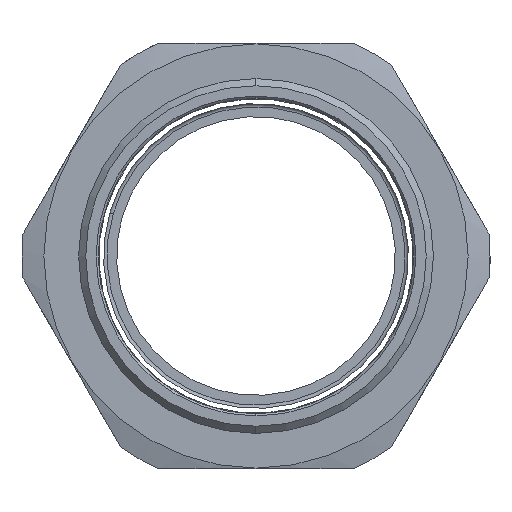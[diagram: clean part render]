
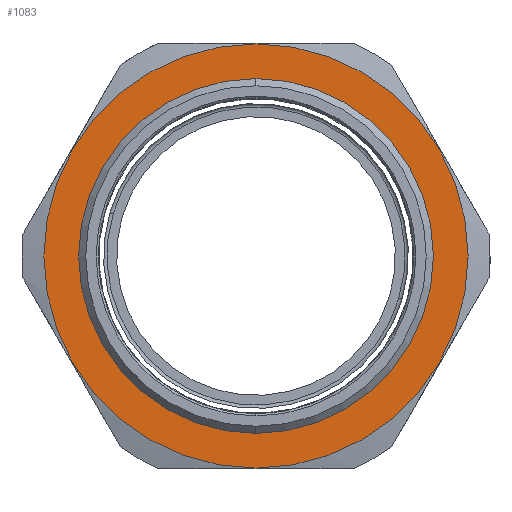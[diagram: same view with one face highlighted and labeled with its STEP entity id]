
A CAD part, left-side view. The second image highlights one B-rep face of the part: STEP entity #1083.
In plain terms, the highlighted planar face has unit normal (-1, 0, 0).
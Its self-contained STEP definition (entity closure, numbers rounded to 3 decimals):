
#19 = AXIS2_PLACEMENT_3D ( 'NONE', #2164, #307, #2471 ) ;
#78 = FACE_OUTER_BOUND ( 'NONE', #1037, .T. ) ;
#114 = EDGE_LOOP ( 'NONE', ( #2967, #3909 ) ) ;
#138 = DIRECTION ( 'NONE',  ( -1., 0., 0. ) ) ;
#212 = CARTESIAN_POINT ( 'NONE',  ( 15., 0., 0. ) ) ;
#279 = AXIS2_PLACEMENT_3D ( 'NONE', #1930, #394, #2555 ) ;
#307 = DIRECTION ( 'NONE',  ( 1., 0., 0. ) ) ;
#341 = VERTEX_POINT ( 'NONE', #2069 ) ;
#394 = DIRECTION ( 'NONE',  ( 1., 0., 0. ) ) ;
#515 = EDGE_CURVE ( 'NONE', #3304, #3600, #3053, .T. ) ;
#537 = DIRECTION ( 'NONE',  ( 0., 0., 1. ) ) ;
#744 = VERTEX_POINT ( 'NONE', #1351 ) ;
#760 = AXIS2_PLACEMENT_3D ( 'NONE', #1649, #3766, #1960 ) ;
#770 = EDGE_CURVE ( 'NONE', #744, #341, #861, .T. ) ;
#785 = CIRCLE ( 'NONE', #760, 29.9 ) ;
#861 = CIRCLE ( 'NONE', #2937, 25. ) ;
#1037 = EDGE_LOOP ( 'NONE', ( #1644, #1086 ) ) ;
#1083 = ADVANCED_FACE ( 'NONE', ( #78, #3343 ), #1632, .F. ) ;
#1086 = ORIENTED_EDGE ( 'NONE', *, *, #515, .F. ) ;
#1351 = CARTESIAN_POINT ( 'NONE',  ( 15., 0., 25. ) ) ;
#1632 = PLANE ( 'NONE',  #279 ) ;
#1644 = ORIENTED_EDGE ( 'NONE', *, *, #2621, .F. ) ;
#1649 = CARTESIAN_POINT ( 'NONE',  ( 15., 0., 0. ) ) ;
#1930 = CARTESIAN_POINT ( 'NONE',  ( 15., 0., -33.5 ) ) ;
#1960 = DIRECTION ( 'NONE',  ( 0., 0., -1. ) ) ;
#2003 = CARTESIAN_POINT ( 'NONE',  ( 15., 0., 0. ) ) ;
#2069 = CARTESIAN_POINT ( 'NONE',  ( 15., 0., -25. ) ) ;
#2164 = CARTESIAN_POINT ( 'NONE',  ( 15., 0., 0. ) ) ;
#2319 = DIRECTION ( 'NONE',  ( 0., 0., 1. ) ) ;
#2379 = DIRECTION ( 'NONE',  ( -1., 0., 0. ) ) ;
#2471 = DIRECTION ( 'NONE',  ( 0., 0., -1. ) ) ;
#2555 = DIRECTION ( 'NONE',  ( 0., 0., -1. ) ) ;
#2621 = EDGE_CURVE ( 'NONE', #3600, #3304, #785, .T. ) ;
#2826 = EDGE_CURVE ( 'NONE', #341, #744, #3546, .T. ) ;
#2937 = AXIS2_PLACEMENT_3D ( 'NONE', #2003, #138, #2319 ) ;
#2962 = CARTESIAN_POINT ( 'NONE',  ( 15., 0., -29.9 ) ) ;
#2967 = ORIENTED_EDGE ( 'NONE', *, *, #2826, .F. ) ;
#3026 = AXIS2_PLACEMENT_3D ( 'NONE', #212, #2379, #537 ) ;
#3053 = CIRCLE ( 'NONE', #19, 29.9 ) ;
#3304 = VERTEX_POINT ( 'NONE', #3971 ) ;
#3343 = FACE_BOUND ( 'NONE', #114, .T. ) ;
#3546 = CIRCLE ( 'NONE', #3026, 25. ) ;
#3600 = VERTEX_POINT ( 'NONE', #2962 ) ;
#3766 = DIRECTION ( 'NONE',  ( 1., 0., 0. ) ) ;
#3909 = ORIENTED_EDGE ( 'NONE', *, *, #770, .F. ) ;
#3971 = CARTESIAN_POINT ( 'NONE',  ( 15., 0., 29.9 ) ) ;
